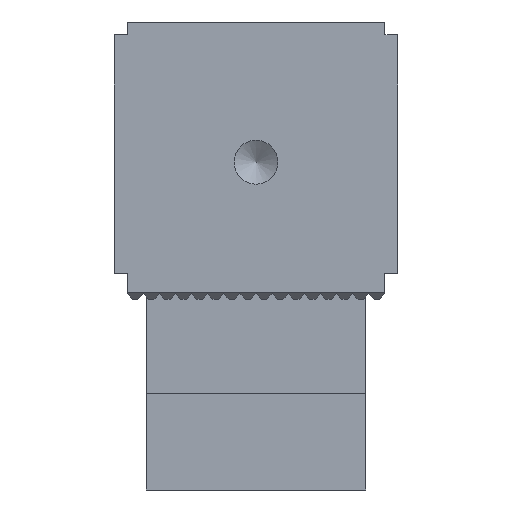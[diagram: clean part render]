
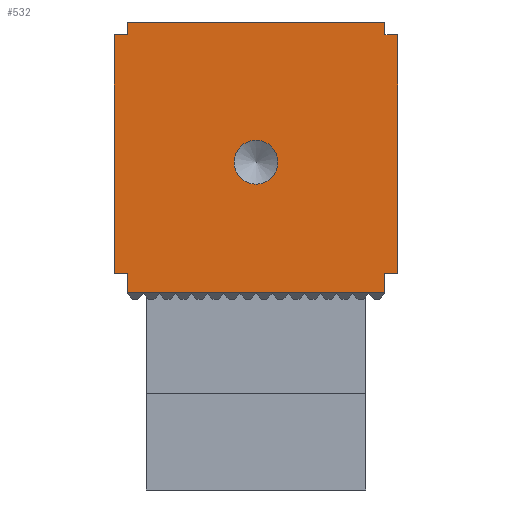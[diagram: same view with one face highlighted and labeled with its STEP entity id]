
A CAD part, left-side view. The second image highlights one B-rep face of the part: STEP entity #532.
In plain terms, the highlighted face is planar.
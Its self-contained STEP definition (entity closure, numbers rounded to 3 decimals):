
#532 = ADVANCED_FACE( '', ( #1085, #1086 ), #1087, .F. );
#1085 = FACE_BOUND( '', #1647, .T. );
#1086 = FACE_OUTER_BOUND( '', #1648, .T. );
#1087 = PLANE( '', #1649 );
#1647 = EDGE_LOOP( '', ( #3133 ) );
#1648 = EDGE_LOOP( '', ( #3134, #3135, #3136, #3137, #3138, #3139, #3140, #3141, #3142, #3143, #3144, #3145 ) );
#1649 = AXIS2_PLACEMENT_3D( '', #3146, #3147, #3148 );
#3133 = ORIENTED_EDGE( '', *, *, #3910, .T. );
#3134 = ORIENTED_EDGE( '', *, *, #3814, .F. );
#3135 = ORIENTED_EDGE( '', *, *, #3424, .T. );
#3136 = ORIENTED_EDGE( '', *, *, #3446, .F. );
#3137 = ORIENTED_EDGE( '', *, *, #3578, .F. );
#3138 = ORIENTED_EDGE( '', *, *, #3635, .T. );
#3139 = ORIENTED_EDGE( '', *, *, #3916, .F. );
#3140 = ORIENTED_EDGE( '', *, *, #3442, .F. );
#3141 = ORIENTED_EDGE( '', *, *, #3907, .F. );
#3142 = ORIENTED_EDGE( '', *, *, #3919, .F. );
#3143 = ORIENTED_EDGE( '', *, *, #3895, .F. );
#3144 = ORIENTED_EDGE( '', *, *, #3920, .F. );
#3145 = ORIENTED_EDGE( '', *, *, #3898, .F. );
#3146 = CARTESIAN_POINT( '', ( 50., -22., 43. ) );
#3147 = DIRECTION( '', ( -1., 0., 0. ) );
#3148 = DIRECTION( '', ( 0., 0., 1. ) );
#3424 = EDGE_CURVE( '', #4127, #4132, #4134, .T. );
#3442 = EDGE_CURVE( '', #4162, #4165, #4166, .T. );
#3446 = EDGE_CURVE( '', #4171, #4132, #4173, .T. );
#3578 = EDGE_CURVE( '', #4392, #4171, #4394, .T. );
#3635 = EDGE_CURVE( '', #4392, #4476, #4478, .T. );
#3814 = EDGE_CURVE( '', #4127, #4731, #4732, .T. );
#3895 = EDGE_CURVE( '', #4824, #4826, #4827, .T. );
#3898 = EDGE_CURVE( '', #4731, #4830, #4831, .T. );
#3907 = EDGE_CURVE( '', #4839, #4162, #4842, .T. );
#3910 = EDGE_CURVE( '', #4845, #4845, #4846, .T. );
#3916 = EDGE_CURVE( '', #4165, #4476, #4852, .T. );
#3919 = EDGE_CURVE( '', #4826, #4839, #4855, .T. );
#3920 = EDGE_CURVE( '', #4830, #4824, #4856, .T. );
#4127 = VERTEX_POINT( '', #5132 );
#4132 = VERTEX_POINT( '', #5139 );
#4134 = LINE( '', #5142, #5143 );
#4162 = VERTEX_POINT( '', #5181 );
#4165 = VERTEX_POINT( '', #5185 );
#4166 = LINE( '', #5186, #5187 );
#4171 = VERTEX_POINT( '', #5194 );
#4173 = LINE( '', #5197, #5198 );
#4392 = VERTEX_POINT( '', #5510 );
#4394 = LINE( '', #5513, #5514 );
#4476 = VERTEX_POINT( '', #5632 );
#4478 = LINE( '', #5635, #5636 );
#4731 = VERTEX_POINT( '', #6027 );
#4732 = LINE( '', #6028, #6029 );
#4824 = VERTEX_POINT( '', #6162 );
#4826 = VERTEX_POINT( '', #6165 );
#4827 = LINE( '', #6166, #6167 );
#4830 = VERTEX_POINT( '', #6171 );
#4831 = LINE( '', #6172, #6173 );
#4839 = VERTEX_POINT( '', #6182 );
#4842 = LINE( '', #6186, #6187 );
#4845 = VERTEX_POINT( '', #6191 );
#4846 = CIRCLE( '', #6192, 3.4 );
#4852 = LINE( '', #6199, #6200 );
#4855 = LINE( '', #6203, #6204 );
#4856 = LINE( '', #6205, #6206 );
#5132 = CARTESIAN_POINT( '', ( 50., -22., 41. ) );
#5139 = CARTESIAN_POINT( '', ( 50., -22., 4. ) );
#5142 = CARTESIAN_POINT( '', ( 50., -22., 43. ) );
#5143 = VECTOR( '', #6340, 1000. );
#5181 = CARTESIAN_POINT( '', ( 50., 22., 4. ) );
#5185 = CARTESIAN_POINT( '', ( 50., 20., 4. ) );
#5186 = CARTESIAN_POINT( '', ( 50., 22., 4. ) );
#5187 = VECTOR( '', #6358, 1000. );
#5194 = CARTESIAN_POINT( '', ( 50., -20., 4. ) );
#5197 = CARTESIAN_POINT( '', ( 50., -20., 4. ) );
#5198 = VECTOR( '', #6362, 1000. );
#5510 = CARTESIAN_POINT( '', ( 50., -20., 1. ) );
#5513 = CARTESIAN_POINT( '', ( 50., -20., 0. ) );
#5514 = VECTOR( '', #6487, 1000. );
#5632 = CARTESIAN_POINT( '', ( 50., 20., 1. ) );
#5635 = CARTESIAN_POINT( '', ( 50., -22., 1. ) );
#5636 = VECTOR( '', #6534, 1000. );
#6027 = CARTESIAN_POINT( '', ( 50., -20., 41. ) );
#6028 = CARTESIAN_POINT( '', ( 50., -22., 41. ) );
#6029 = VECTOR( '', #6691, 1000. );
#6162 = CARTESIAN_POINT( '', ( 50., 20., 43. ) );
#6165 = CARTESIAN_POINT( '', ( 50., 20., 41. ) );
#6166 = CARTESIAN_POINT( '', ( 50., 20., 43. ) );
#6167 = VECTOR( '', #6743, 1000. );
#6171 = CARTESIAN_POINT( '', ( 50., -20., 43. ) );
#6172 = CARTESIAN_POINT( '', ( 50., -20., 41. ) );
#6173 = VECTOR( '', #6745, 1000. );
#6182 = CARTESIAN_POINT( '', ( 50., 22., 41. ) );
#6186 = CARTESIAN_POINT( '', ( 50., 22., 43. ) );
#6187 = VECTOR( '', #6748, 1000. );
#6191 = CARTESIAN_POINT( '', ( 50., 0., 17.85 ) );
#6192 = AXIS2_PLACEMENT_3D( '', #6750, #6751, #6752 );
#6199 = CARTESIAN_POINT( '', ( 50., 20., 4. ) );
#6200 = VECTOR( '', #6754, 1000. );
#6203 = CARTESIAN_POINT( '', ( 50., 20., 41. ) );
#6204 = VECTOR( '', #6755, 1000. );
#6205 = CARTESIAN_POINT( '', ( 50., -22., 43. ) );
#6206 = VECTOR( '', #6756, 1000. );
#6340 = DIRECTION( '', ( 0., 0., -1. ) );
#6358 = DIRECTION( '', ( 0., -1., 0. ) );
#6362 = DIRECTION( '', ( 0., -1., 0. ) );
#6487 = DIRECTION( '', ( 0., 0., 1. ) );
#6534 = DIRECTION( '', ( 0., 1., 0. ) );
#6691 = DIRECTION( '', ( 0., 1., 0. ) );
#6743 = DIRECTION( '', ( 0., 0., -1. ) );
#6745 = DIRECTION( '', ( 0., 0., 1. ) );
#6748 = DIRECTION( '', ( 0., 0., -1. ) );
#6750 = CARTESIAN_POINT( '', ( 50., 0., 21.25 ) );
#6751 = DIRECTION( '', ( -1., 0., 0. ) );
#6752 = DIRECTION( '', ( 0., 0., -1. ) );
#6754 = DIRECTION( '', ( 0., 0., -1. ) );
#6755 = DIRECTION( '', ( 0., 1., 0. ) );
#6756 = DIRECTION( '', ( 0., 1., 0. ) );
